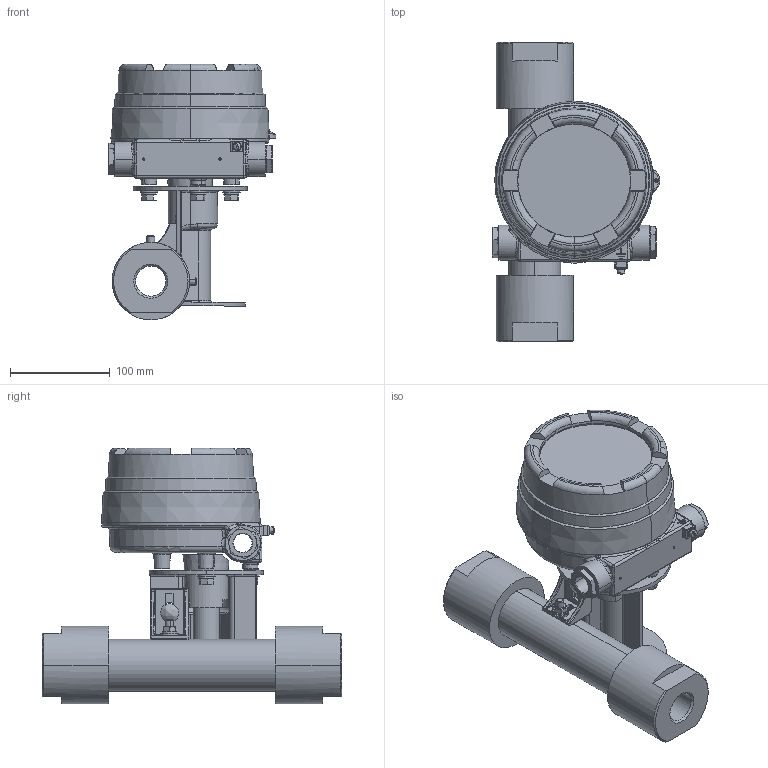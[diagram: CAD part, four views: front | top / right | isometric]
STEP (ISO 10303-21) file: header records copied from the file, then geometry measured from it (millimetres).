
FILE_DESCRIPTION (( 'STEP AP203' ), '1' );
FILE_NAME ('3809G-E-10-B-3-D-0.STEP', '2019-07-19T17:44:21', ( '' ), ( '' ), 'SwSTEP 2.0', 'SolidWorks 2019', '' );
FILE_SCHEMA (( 'CONFIG_CONTROL_DESIGN' ));
Length unit declared in the file: inch
Products named in the file (1): 3809G-E-10-B-3-D-0
Bounding box: 167.62 x 299.97 x 255.79 mm (x, y, z)
Surface area: 286037.2 mm2 (no closed solid volume)
Topology: 0 solids, 49 shells, 618 faces, 1730 edges, 1124 vertices
Faces by surface type: plane 213, cylinder 159, bspline 99, cone 83, torus 40, sphere 24
Entity records: 25858 total; most frequent: CARTESIAN_POINT 10922, DIRECTION 3009, ORIENTED_EDGE 2973, EDGE_CURVE 1717, AXIS2_PLACEMENT_3D 1206, VERTEX_POINT 1124, CIRCLE 686, EDGE_LOOP 676
